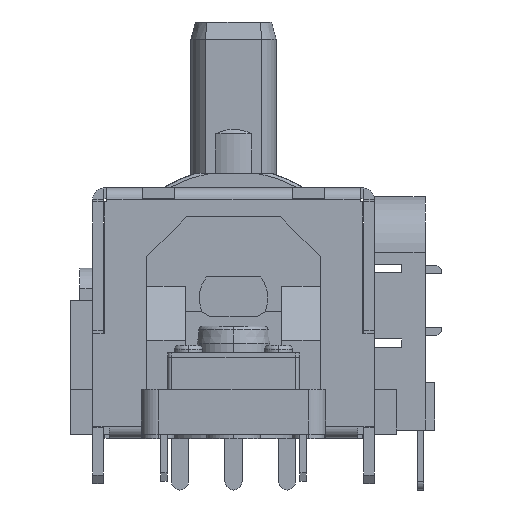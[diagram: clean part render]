
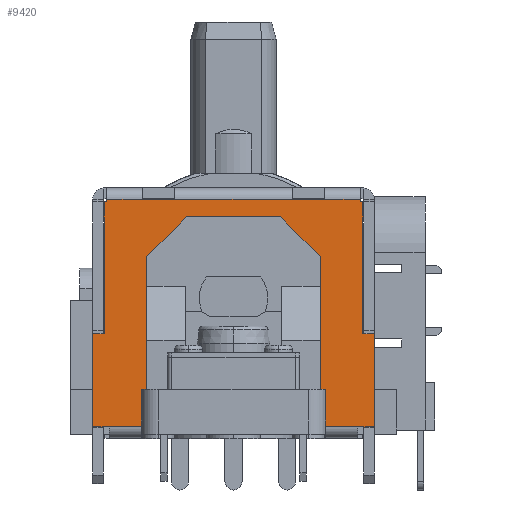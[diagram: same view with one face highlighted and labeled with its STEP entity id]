
A CAD part, front view. The second image highlights one B-rep face of the part: STEP entity #9420.
In plain terms, the highlighted face is planar.
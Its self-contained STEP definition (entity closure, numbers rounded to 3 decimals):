
#9180 = VERTEX_POINT('',#9181);
#9181 = CARTESIAN_POINT('',(6.575,0.55,6.575));
#9187 = EDGE_CURVE('',#9188,#9180,#9190,.T.);
#9188 = VERTEX_POINT('',#9189);
#9189 = CARTESIAN_POINT('',(5.8,0.55,6.575));
#9190 = LINE('',#9191,#9192);
#9191 = CARTESIAN_POINT('',(4.3,0.55,6.575));
#9192 = VECTOR('',#9193,1.);
#9193 = DIRECTION('',(1.,0.,0.));
#9420 = ADVANCED_FACE('',(#9421),#9638,.F.);
#9421 = FACE_BOUND('',#9422,.T.);
#9422 = EDGE_LOOP('',(#9423,#9433,#9441,#9449,#9457,#9465,#9473,#9481,
    #9489,#9497,#9505,#9513,#9519,#9520,#9528,#9536,#9544,#9552,#9560,
    #9568,#9576,#9584,#9592,#9600,#9608,#9616,#9624,#9632));
#9423 = ORIENTED_EDGE('',*,*,#9424,.T.);
#9424 = EDGE_CURVE('',#9425,#9427,#9429,.T.);
#9425 = VERTEX_POINT('',#9426);
#9426 = CARTESIAN_POINT('',(-6.575,0.55,6.575));
#9427 = VERTEX_POINT('',#9428);
#9428 = CARTESIAN_POINT('',(-5.8,0.55,6.575));
#9429 = LINE('',#9430,#9431);
#9430 = CARTESIAN_POINT('',(-6.575,0.55,6.575));
#9431 = VECTOR('',#9432,1.);
#9432 = DIRECTION('',(1.,0.,0.));
#9433 = ORIENTED_EDGE('',*,*,#9434,.F.);
#9434 = EDGE_CURVE('',#9435,#9427,#9437,.T.);
#9435 = VERTEX_POINT('',#9436);
#9436 = CARTESIAN_POINT('',(-4.3,0.55,6.575));
#9437 = LINE('',#9438,#9439);
#9438 = CARTESIAN_POINT('',(-4.3,0.55,6.575));
#9439 = VECTOR('',#9440,1.);
#9440 = DIRECTION('',(-1.,-0.,-0.));
#9441 = ORIENTED_EDGE('',*,*,#9442,.T.);
#9442 = EDGE_CURVE('',#9435,#9443,#9445,.T.);
#9443 = VERTEX_POINT('',#9444);
#9444 = CARTESIAN_POINT('',(-4.3,2.3,6.575));
#9445 = LINE('',#9446,#9447);
#9446 = CARTESIAN_POINT('',(-4.3,0.5,6.575));
#9447 = VECTOR('',#9448,1.);
#9448 = DIRECTION('',(0.,1.,0.));
#9449 = ORIENTED_EDGE('',*,*,#9450,.T.);
#9450 = EDGE_CURVE('',#9443,#9451,#9453,.T.);
#9451 = VERTEX_POINT('',#9452);
#9452 = CARTESIAN_POINT('',(-4.05,2.3,6.575));
#9453 = LINE('',#9454,#9455);
#9454 = CARTESIAN_POINT('',(-4.3,2.3,6.575));
#9455 = VECTOR('',#9456,1.);
#9456 = DIRECTION('',(1.,0.,0.));
#9457 = ORIENTED_EDGE('',*,*,#9458,.T.);
#9458 = EDGE_CURVE('',#9451,#9459,#9461,.T.);
#9459 = VERTEX_POINT('',#9460);
#9460 = CARTESIAN_POINT('',(-4.05,8.5,6.575));
#9461 = LINE('',#9462,#9463);
#9462 = CARTESIAN_POINT('',(-4.05,2.3,6.575));
#9463 = VECTOR('',#9464,1.);
#9464 = DIRECTION('',(0.,1.,0.));
#9465 = ORIENTED_EDGE('',*,*,#9466,.T.);
#9466 = EDGE_CURVE('',#9459,#9467,#9469,.T.);
#9467 = VERTEX_POINT('',#9468);
#9468 = CARTESIAN_POINT('',(-2.2,10.35,6.575));
#9469 = LINE('',#9470,#9471);
#9470 = CARTESIAN_POINT('',(-2.2,10.35,6.575));
#9471 = VECTOR('',#9472,1.);
#9472 = DIRECTION('',(0.707,0.707,0.));
#9473 = ORIENTED_EDGE('',*,*,#9474,.T.);
#9474 = EDGE_CURVE('',#9467,#9475,#9477,.T.);
#9475 = VERTEX_POINT('',#9476);
#9476 = CARTESIAN_POINT('',(2.2,10.35,6.575));
#9477 = LINE('',#9478,#9479);
#9478 = CARTESIAN_POINT('',(2.2,10.35,6.575));
#9479 = VECTOR('',#9480,1.);
#9480 = DIRECTION('',(1.,-0.,-0.));
#9481 = ORIENTED_EDGE('',*,*,#9482,.T.);
#9482 = EDGE_CURVE('',#9475,#9483,#9485,.T.);
#9483 = VERTEX_POINT('',#9484);
#9484 = CARTESIAN_POINT('',(4.05,8.5,6.575));
#9485 = LINE('',#9486,#9487);
#9486 = CARTESIAN_POINT('',(4.05,8.5,6.575));
#9487 = VECTOR('',#9488,1.);
#9488 = DIRECTION('',(0.707,-0.707,-0.));
#9489 = ORIENTED_EDGE('',*,*,#9490,.T.);
#9490 = EDGE_CURVE('',#9483,#9491,#9493,.T.);
#9491 = VERTEX_POINT('',#9492);
#9492 = CARTESIAN_POINT('',(4.05,2.3,6.575));
#9493 = LINE('',#9494,#9495);
#9494 = CARTESIAN_POINT('',(4.05,8.5,6.575));
#9495 = VECTOR('',#9496,1.);
#9496 = DIRECTION('',(0.,-1.,0.));
#9497 = ORIENTED_EDGE('',*,*,#9498,.T.);
#9498 = EDGE_CURVE('',#9491,#9499,#9501,.T.);
#9499 = VERTEX_POINT('',#9500);
#9500 = CARTESIAN_POINT('',(4.3,2.3,6.575));
#9501 = LINE('',#9502,#9503);
#9502 = CARTESIAN_POINT('',(4.05,2.3,6.575));
#9503 = VECTOR('',#9504,1.);
#9504 = DIRECTION('',(1.,0.,0.));
#9505 = ORIENTED_EDGE('',*,*,#9506,.T.);
#9506 = EDGE_CURVE('',#9499,#9507,#9509,.T.);
#9507 = VERTEX_POINT('',#9508);
#9508 = CARTESIAN_POINT('',(4.3,0.55,6.575));
#9509 = LINE('',#9510,#9511);
#9510 = CARTESIAN_POINT('',(4.3,2.3,6.575));
#9511 = VECTOR('',#9512,1.);
#9512 = DIRECTION('',(0.,-1.,0.));
#9513 = ORIENTED_EDGE('',*,*,#9514,.T.);
#9514 = EDGE_CURVE('',#9507,#9188,#9515,.T.);
#9515 = LINE('',#9516,#9517);
#9516 = CARTESIAN_POINT('',(4.3,0.55,6.575));
#9517 = VECTOR('',#9518,1.);
#9518 = DIRECTION('',(1.,0.,0.));
#9519 = ORIENTED_EDGE('',*,*,#9187,.T.);
#9520 = ORIENTED_EDGE('',*,*,#9521,.F.);
#9521 = EDGE_CURVE('',#9522,#9180,#9524,.T.);
#9522 = VERTEX_POINT('',#9523);
#9523 = CARTESIAN_POINT('',(6.575,4.9,6.575));
#9524 = LINE('',#9525,#9526);
#9525 = CARTESIAN_POINT('',(6.575,4.9,6.575));
#9526 = VECTOR('',#9527,1.);
#9527 = DIRECTION('',(0.,-1.,0.));
#9528 = ORIENTED_EDGE('',*,*,#9529,.F.);
#9529 = EDGE_CURVE('',#9530,#9522,#9532,.T.);
#9530 = VERTEX_POINT('',#9531);
#9531 = CARTESIAN_POINT('',(6.04,4.9,6.575));
#9532 = LINE('',#9533,#9534);
#9533 = CARTESIAN_POINT('',(6.04,4.9,6.575));
#9534 = VECTOR('',#9535,1.);
#9535 = DIRECTION('',(1.,0.,0.));
#9536 = ORIENTED_EDGE('',*,*,#9537,.F.);
#9537 = EDGE_CURVE('',#9538,#9530,#9540,.T.);
#9538 = VERTEX_POINT('',#9539);
#9539 = CARTESIAN_POINT('',(6.04,11.05,6.575));
#9540 = LINE('',#9541,#9542);
#9541 = CARTESIAN_POINT('',(6.04,41.997,6.575));
#9542 = VECTOR('',#9543,1.);
#9543 = DIRECTION('',(0.,-1.,0.));
#9544 = ORIENTED_EDGE('',*,*,#9545,.F.);
#9545 = EDGE_CURVE('',#9546,#9538,#9548,.T.);
#9546 = VERTEX_POINT('',#9547);
#9547 = CARTESIAN_POINT('',(5.925,11.05,6.575));
#9548 = LINE('',#9549,#9550);
#9549 = CARTESIAN_POINT('',(6.575,11.05,6.575));
#9550 = VECTOR('',#9551,1.);
#9551 = DIRECTION('',(1.,0.,0.));
#9552 = ORIENTED_EDGE('',*,*,#9553,.F.);
#9553 = EDGE_CURVE('',#9554,#9546,#9556,.T.);
#9554 = VERTEX_POINT('',#9555);
#9555 = CARTESIAN_POINT('',(5.925,11.175,6.575));
#9556 = LINE('',#9557,#9558);
#9557 = CARTESIAN_POINT('',(5.925,41.997,6.575));
#9558 = VECTOR('',#9559,1.);
#9559 = DIRECTION('',(0.,-1.,0.));
#9560 = ORIENTED_EDGE('',*,*,#9561,.F.);
#9561 = EDGE_CURVE('',#9562,#9554,#9564,.T.);
#9562 = VERTEX_POINT('',#9563);
#9563 = CARTESIAN_POINT('',(4.25,11.175,6.575));
#9564 = LINE('',#9565,#9566);
#9565 = CARTESIAN_POINT('',(5.925,11.175,6.575));
#9566 = VECTOR('',#9567,1.);
#9567 = DIRECTION('',(1.,-0.,-0.));
#9568 = ORIENTED_EDGE('',*,*,#9569,.T.);
#9569 = EDGE_CURVE('',#9562,#9570,#9572,.T.);
#9570 = VERTEX_POINT('',#9571);
#9571 = CARTESIAN_POINT('',(2.75,11.175,6.575));
#9572 = LINE('',#9573,#9574);
#9573 = CARTESIAN_POINT('',(2.75,11.175,6.575));
#9574 = VECTOR('',#9575,1.);
#9575 = DIRECTION('',(-1.,0.,0.));
#9576 = ORIENTED_EDGE('',*,*,#9577,.F.);
#9577 = EDGE_CURVE('',#9578,#9570,#9580,.T.);
#9578 = VERTEX_POINT('',#9579);
#9579 = CARTESIAN_POINT('',(-2.75,11.175,6.575));
#9580 = LINE('',#9581,#9582);
#9581 = CARTESIAN_POINT('',(5.925,11.175,6.575));
#9582 = VECTOR('',#9583,1.);
#9583 = DIRECTION('',(1.,-0.,-0.));
#9584 = ORIENTED_EDGE('',*,*,#9585,.T.);
#9585 = EDGE_CURVE('',#9578,#9586,#9588,.T.);
#9586 = VERTEX_POINT('',#9587);
#9587 = CARTESIAN_POINT('',(-4.25,11.175,6.575));
#9588 = LINE('',#9589,#9590);
#9589 = CARTESIAN_POINT('',(-4.25,11.175,6.575));
#9590 = VECTOR('',#9591,1.);
#9591 = DIRECTION('',(-1.,0.,0.));
#9592 = ORIENTED_EDGE('',*,*,#9593,.F.);
#9593 = EDGE_CURVE('',#9594,#9586,#9596,.T.);
#9594 = VERTEX_POINT('',#9595);
#9595 = CARTESIAN_POINT('',(-5.925,11.175,6.575));
#9596 = LINE('',#9597,#9598);
#9597 = CARTESIAN_POINT('',(5.925,11.175,6.575));
#9598 = VECTOR('',#9599,1.);
#9599 = DIRECTION('',(1.,-0.,-0.));
#9600 = ORIENTED_EDGE('',*,*,#9601,.F.);
#9601 = EDGE_CURVE('',#9602,#9594,#9604,.T.);
#9602 = VERTEX_POINT('',#9603);
#9603 = CARTESIAN_POINT('',(-5.925,11.05,6.575));
#9604 = LINE('',#9605,#9606);
#9605 = CARTESIAN_POINT('',(-5.925,41.997,6.575));
#9606 = VECTOR('',#9607,1.);
#9607 = DIRECTION('',(0.,1.,0.));
#9608 = ORIENTED_EDGE('',*,*,#9609,.T.);
#9609 = EDGE_CURVE('',#9602,#9610,#9612,.T.);
#9610 = VERTEX_POINT('',#9611);
#9611 = CARTESIAN_POINT('',(-6.04,11.05,6.575));
#9612 = LINE('',#9613,#9614);
#9613 = CARTESIAN_POINT('',(6.575,11.05,6.575));
#9614 = VECTOR('',#9615,1.);
#9615 = DIRECTION('',(-1.,0.,0.));
#9616 = ORIENTED_EDGE('',*,*,#9617,.F.);
#9617 = EDGE_CURVE('',#9618,#9610,#9620,.T.);
#9618 = VERTEX_POINT('',#9619);
#9619 = CARTESIAN_POINT('',(-6.04,4.9,6.575));
#9620 = LINE('',#9621,#9622);
#9621 = CARTESIAN_POINT('',(-6.04,41.997,6.575));
#9622 = VECTOR('',#9623,1.);
#9623 = DIRECTION('',(0.,1.,0.));
#9624 = ORIENTED_EDGE('',*,*,#9625,.F.);
#9625 = EDGE_CURVE('',#9626,#9618,#9628,.T.);
#9626 = VERTEX_POINT('',#9627);
#9627 = CARTESIAN_POINT('',(-6.575,4.9,6.575));
#9628 = LINE('',#9629,#9630);
#9629 = CARTESIAN_POINT('',(-6.575,4.9,6.575));
#9630 = VECTOR('',#9631,1.);
#9631 = DIRECTION('',(1.,0.,0.));
#9632 = ORIENTED_EDGE('',*,*,#9633,.T.);
#9633 = EDGE_CURVE('',#9626,#9425,#9634,.T.);
#9634 = LINE('',#9635,#9636);
#9635 = CARTESIAN_POINT('',(-6.575,4.9,6.575));
#9636 = VECTOR('',#9637,1.);
#9637 = DIRECTION('',(0.,-1.,0.));
#9638 = PLANE('',#9639);
#9639 = AXIS2_PLACEMENT_3D('',#9640,#9641,#9642);
#9640 = CARTESIAN_POINT('',(6.575,41.997,6.575));
#9641 = DIRECTION('',(0.,0.,-1.));
#9642 = DIRECTION('',(1.,0.,0.));
